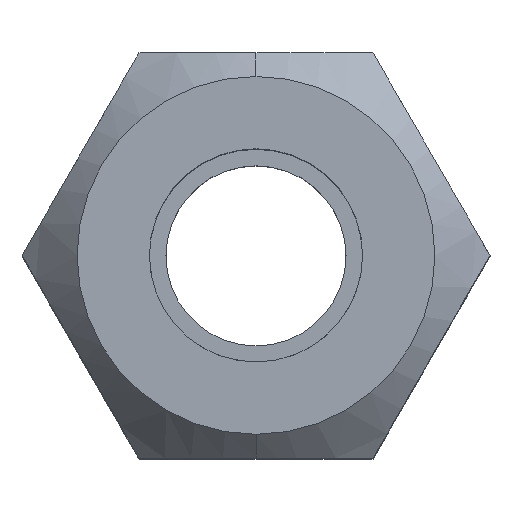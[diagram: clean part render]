
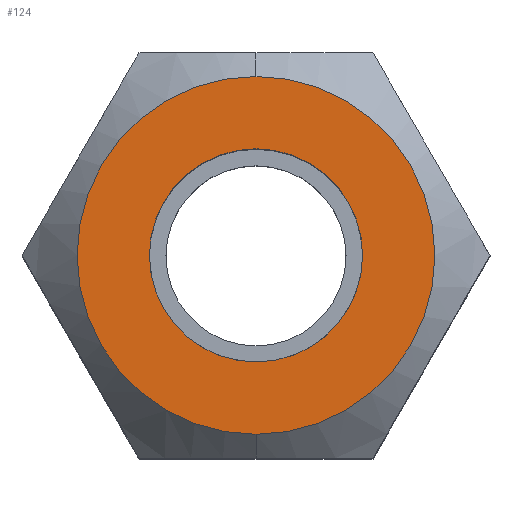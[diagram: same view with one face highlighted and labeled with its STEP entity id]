
A CAD part, top view. The second image highlights one B-rep face of the part: STEP entity #124.
In plain terms, the highlighted face is planar.
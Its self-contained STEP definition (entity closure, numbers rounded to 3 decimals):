
#49 = EDGE_CURVE ( 'NONE', #1942, #1941, #121, .T. ) ;
#61 = EDGE_LOOP ( 'NONE', ( #62, #63 ) ) ;
#62 = ORIENTED_EDGE ( 'NONE', *, *, #123, .T. ) ;
#63 = ORIENTED_EDGE ( 'NONE', *, *, #958, .T. ) ;
#64 = EDGE_LOOP ( 'NONE', ( #110, #78 ) ) ;
#78 = ORIENTED_EDGE ( 'NONE', *, *, #49, .F. ) ;
#110 = ORIENTED_EDGE ( 'NONE', *, *, #1940, .F. ) ;
#117 = DIRECTION ( 'NONE',  ( 0., -1., 0. ) ) ;
#118 = DIRECTION ( 'NONE',  ( 0., 0., 1. ) ) ;
#119 = CARTESIAN_POINT ( 'NONE',  ( 0., 0., -23. ) ) ;
#120 = AXIS2_PLACEMENT_3D ( 'NONE', #119, #118, #117 ) ;
#121 = CIRCLE ( 'NONE', #120, 11.917 ) ;
#123 = EDGE_CURVE ( 'NONE', #2028, #2027, #172, .T. ) ;
#124 = ADVANCED_FACE ( 'NONE', ( #173, #219 ), #217, .F. ) ;
#170 = CARTESIAN_POINT ( 'NONE',  ( 0., 0., -23. ) ) ;
#171 = AXIS2_PLACEMENT_3D ( 'NONE', #170, #221, #220 ) ;
#172 = CIRCLE ( 'NONE', #171, 7.1 ) ;
#173 = FACE_BOUND ( 'NONE', #61, .T. ) ;
#180 = DIRECTION ( 'NONE',  ( 0., -1., 0. ) ) ;
#181 = DIRECTION ( 'NONE',  ( 0., 0., 1. ) ) ;
#182 = AXIS2_PLACEMENT_3D ( 'NONE', #211, #181, #180 ) ;
#211 = CARTESIAN_POINT ( 'NONE',  ( 0., 0., -23. ) ) ;
#212 = DIRECTION ( 'NONE',  ( 0., -1., 0. ) ) ;
#213 = DIRECTION ( 'NONE',  ( 0., 0., 1. ) ) ;
#214 = AXIS2_PLACEMENT_3D ( 'NONE', #218, #213, #212 ) ;
#215 = CIRCLE ( 'NONE', #182, 7.1 ) ;
#217 = PLANE ( 'NONE',  #214 ) ;
#218 = CARTESIAN_POINT ( 'NONE',  ( 0., 15.588, -23. ) ) ;
#219 = FACE_OUTER_BOUND ( 'NONE', #64, .T. ) ;
#220 = DIRECTION ( 'NONE',  ( 0., -1., 0. ) ) ;
#221 = DIRECTION ( 'NONE',  ( 0., 0., 1. ) ) ;
#958 = EDGE_CURVE ( 'NONE', #2027, #2028, #215, .T. ) ;
#1255 = CARTESIAN_POINT ( 'NONE',  ( 0., 11.917, -23. ) ) ;
#1256 = CARTESIAN_POINT ( 'NONE',  ( 0., -11.917, -23. ) ) ;
#1257 = DIRECTION ( 'NONE',  ( 0., -1., 0. ) ) ;
#1258 = DIRECTION ( 'NONE',  ( 0., 0., 1. ) ) ;
#1259 = CARTESIAN_POINT ( 'NONE',  ( 0., 0., -23. ) ) ;
#1260 = AXIS2_PLACEMENT_3D ( 'NONE', #1259, #1258, #1257 ) ;
#1261 = CIRCLE ( 'NONE', #1260, 11.917 ) ;
#1313 = CARTESIAN_POINT ( 'NONE',  ( 0., -7.1, -23. ) ) ;
#1314 = CARTESIAN_POINT ( 'NONE',  ( 0., 7.1, -23. ) ) ;
#1940 = EDGE_CURVE ( 'NONE', #1941, #1942, #1261, .T. ) ;
#1941 = VERTEX_POINT ( 'NONE', #1256 ) ;
#1942 = VERTEX_POINT ( 'NONE', #1255 ) ;
#2027 = VERTEX_POINT ( 'NONE', #1314 ) ;
#2028 = VERTEX_POINT ( 'NONE', #1313 ) ;
